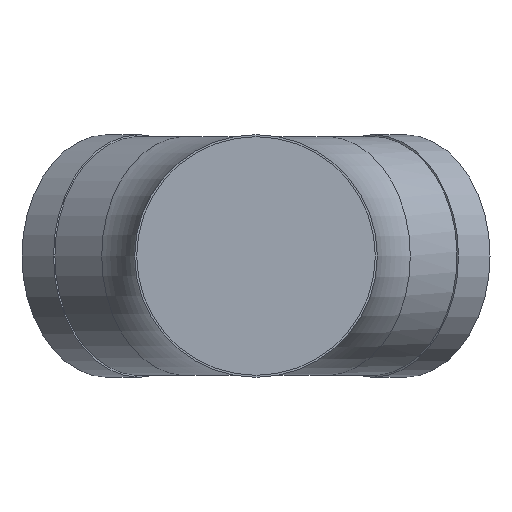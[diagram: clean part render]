
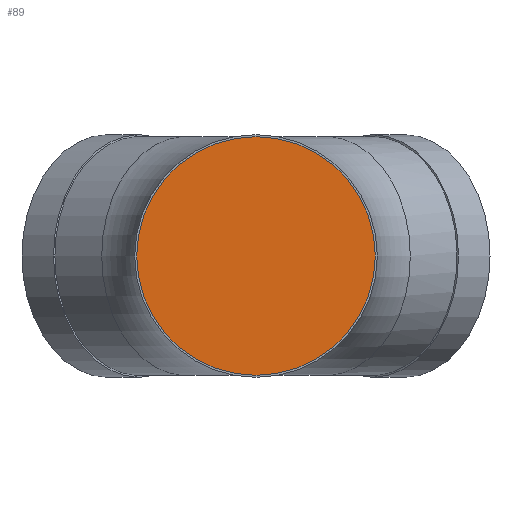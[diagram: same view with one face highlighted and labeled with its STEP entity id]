
A CAD part, front view. The second image highlights one B-rep face of the part: STEP entity #89.
In plain terms, the highlighted planar face has unit normal (0, -1, 0).
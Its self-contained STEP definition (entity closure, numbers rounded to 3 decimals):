
#89 = ADVANCED_FACE( '', ( #184 ), #185, .T. );
#184 = FACE_OUTER_BOUND( '', #288, .T. );
#185 = PLANE( '', #289 );
#288 = EDGE_LOOP( '', ( #404 ) );
#289 = AXIS2_PLACEMENT_3D( '', #405, #406, #407 );
#404 = ORIENTED_EDGE( '', *, *, #520, .T. );
#405 = CARTESIAN_POINT( '', ( 0., 50., 0. ) );
#406 = DIRECTION( '', ( 0., -1., 0. ) );
#407 = DIRECTION( '', ( 0., 0., -1. ) );
#520 = EDGE_CURVE( '', #586, #586, #587, .T. );
#586 = VERTEX_POINT( '', #736 );
#587 = CIRCLE( '', #737, 140. );
#736 = CARTESIAN_POINT( '', ( 0., 50., -140. ) );
#737 = AXIS2_PLACEMENT_3D( '', #888, #889, #890 );
#888 = CARTESIAN_POINT( '', ( 0., 50., 0. ) );
#889 = DIRECTION( '', ( 0., -1., 0. ) );
#890 = DIRECTION( '', ( 0., 0., -1. ) );
